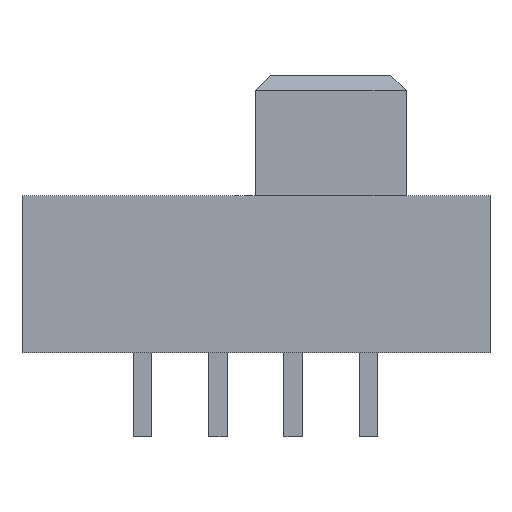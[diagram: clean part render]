
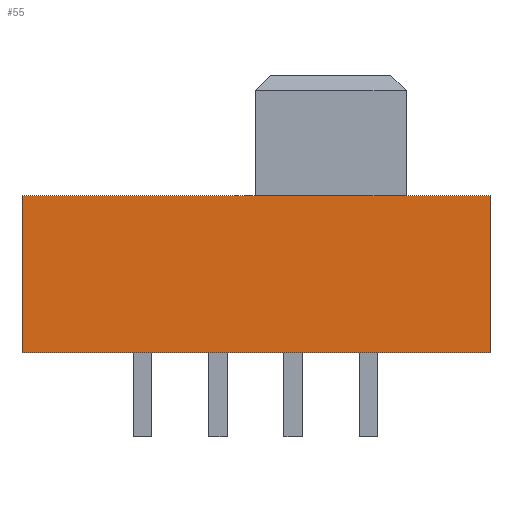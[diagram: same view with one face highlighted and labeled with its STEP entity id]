
A CAD part, front view. The second image highlights one B-rep face of the part: STEP entity #55.
In plain terms, the highlighted planar face has unit normal (0, -1, 0).
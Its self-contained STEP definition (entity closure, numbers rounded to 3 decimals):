
#55=ADVANCED_FACE('',(#145),#146,.T.);
#145=FACE_OUTER_BOUND('',#294,.T.);
#146=PLANE('',#295);
#294=EDGE_LOOP('',(#529,#530,#531,#532));
#295=AXIS2_PLACEMENT_3D('',#533,#534,#535);
#529=ORIENTED_EDGE('',*,*,#972,.T.);
#530=ORIENTED_EDGE('',*,*,#1016,.T.);
#531=ORIENTED_EDGE('',*,*,#961,.F.);
#532=ORIENTED_EDGE('',*,*,#951,.F.);
#533=CARTESIAN_POINT('',(-7.75,-3.05,0.0));
#534=DIRECTION('',(0.0,-1.0,0.0));
#535=DIRECTION('',(0.0,0.0,-1.0));
#951=EDGE_CURVE('',#1116,#1118,#1119,.T.);
#961=EDGE_CURVE('',#1118,#1137,#1138,.T.);
#972=EDGE_CURVE('',#1116,#1155,#1157,.T.);
#1016=EDGE_CURVE('',#1155,#1137,#1240,.T.);
#1116=VERTEX_POINT('',#1389);
#1118=VERTEX_POINT('',#1392);
#1119=LINE('',#1393,#1394);
#1137=VERTEX_POINT('',#1421);
#1138=LINE('',#1422,#1423);
#1155=VERTEX_POINT('',#1449);
#1157=LINE('',#1452,#1453);
#1240=LINE('',#1579,#1580);
#1389=CARTESIAN_POINT('',(-7.75,-3.05,0.0));
#1392=CARTESIAN_POINT('',(7.75,-3.05,0.0));
#1393=CARTESIAN_POINT('',(-7.75,-3.05,0.0));
#1394=VECTOR('',#1823,15.5);
#1421=CARTESIAN_POINT('',(7.75,-3.05,-5.2));
#1422=CARTESIAN_POINT('',(7.75,-3.05,0.0));
#1423=VECTOR('',#1833,5.2);
#1449=CARTESIAN_POINT('',(-7.75,-3.05,-5.2));
#1452=CARTESIAN_POINT('',(-7.75,-3.05,0.0));
#1453=VECTOR('',#1844,5.2);
#1579=CARTESIAN_POINT('',(-7.75,-3.05,-5.2));
#1580=VECTOR('',#1888,15.5);
#1823=DIRECTION('',(1.0,0.0,0.0));
#1833=DIRECTION('',(0.0,0.0,-1.0));
#1844=DIRECTION('',(0.0,0.0,-1.0));
#1888=DIRECTION('',(1.0,0.0,0.0));
